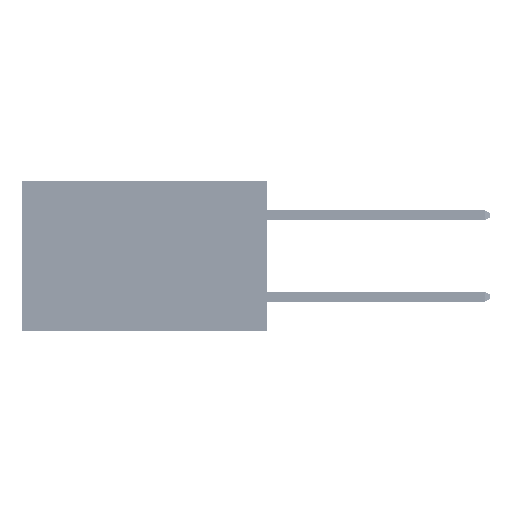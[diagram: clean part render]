
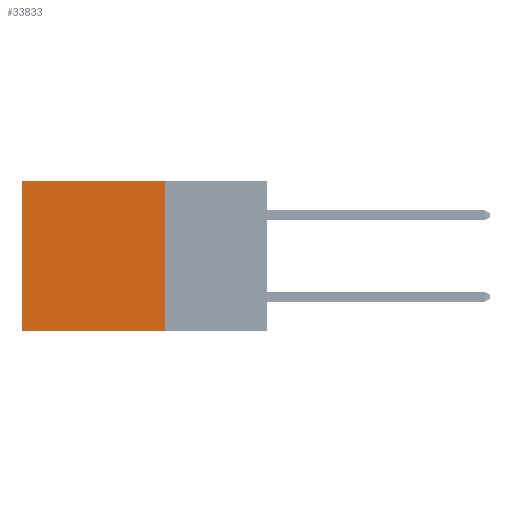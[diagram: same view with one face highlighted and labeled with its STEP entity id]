
A CAD part, left-side view. The second image highlights one B-rep face of the part: STEP entity #33833.
In plain terms, the highlighted planar face has unit normal (-1, 0, 0).
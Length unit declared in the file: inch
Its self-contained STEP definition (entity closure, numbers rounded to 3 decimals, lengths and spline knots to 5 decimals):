
#2425 = EDGE_CURVE ( 'NONE', #12294, #35382, #8359, .T. ) ;
#3478 = VECTOR ( 'NONE', #14938, 39.37008 ) ;
#3981 = CARTESIAN_POINT ( 'NONE',  ( 0.2875, 0.25, -0.37 ) ) ;
#4178 = DIRECTION ( 'NONE',  ( 0., 0., -1. ) ) ;
#5847 = LINE ( 'NONE', #14803, #24806 ) ;
#8170 = EDGE_CURVE ( 'NONE', #12294, #31403, #5847, .T. ) ;
#8359 = LINE ( 'NONE', #29601, #3478 ) ;
#9227 = ORIENTED_EDGE ( 'NONE', *, *, #8170, .F. ) ;
#10229 = FACE_OUTER_BOUND ( 'NONE', #46803, .T. ) ;
#11533 = DIRECTION ( 'NONE',  ( 0., 0., -1. ) ) ;
#11738 = ORIENTED_EDGE ( 'NONE', *, *, #33176, .F. ) ;
#12042 = CARTESIAN_POINT ( 'NONE',  ( 0.2875, 0.6, 0. ) ) ;
#12294 = VERTEX_POINT ( 'NONE', #44091 ) ;
#14587 = LINE ( 'NONE', #19637, #22529 ) ;
#14803 = CARTESIAN_POINT ( 'NONE',  ( 0.2875, 0.25, 0. ) ) ;
#14938 = DIRECTION ( 'NONE',  ( 0., 1., 0. ) ) ;
#16411 = ORIENTED_EDGE ( 'NONE', *, *, #2425, .T. ) ;
#18221 = PLANE ( 'NONE',  #19663 ) ;
#19637 = CARTESIAN_POINT ( 'NONE',  ( 0.2875, 0.25, -0.37 ) ) ;
#19663 = AXIS2_PLACEMENT_3D ( 'NONE', #27248, #50475, #11533 ) ;
#22529 = VECTOR ( 'NONE', #46796, 39.37008 ) ;
#24806 = VECTOR ( 'NONE', #30658, 39.37008 ) ;
#27248 = CARTESIAN_POINT ( 'NONE',  ( 0.2875, 0.25, 0. ) ) ;
#27767 = EDGE_CURVE ( 'NONE', #35382, #48924, #36063, .T. ) ;
#28345 = ORIENTED_EDGE ( 'NONE', *, *, #27767, .T. ) ;
#29601 = CARTESIAN_POINT ( 'NONE',  ( 0.2875, 0.25, 0. ) ) ;
#30658 = DIRECTION ( 'NONE',  ( 0., 0., -1. ) ) ;
#31403 = VERTEX_POINT ( 'NONE', #3981 ) ;
#32383 = VECTOR ( 'NONE', #4178, 39.37008 ) ;
#33176 = EDGE_CURVE ( 'NONE', #31403, #48924, #14587, .T. ) ;
#33833 = ADVANCED_FACE ( 'NONE', ( #10229 ), #18221, .F. ) ;
#35214 = CARTESIAN_POINT ( 'NONE',  ( 0.2875, 0.6, 0. ) ) ;
#35382 = VERTEX_POINT ( 'NONE', #35214 ) ;
#36063 = LINE ( 'NONE', #12042, #32383 ) ;
#44091 = CARTESIAN_POINT ( 'NONE',  ( 0.2875, 0.25, 0. ) ) ;
#46690 = CARTESIAN_POINT ( 'NONE',  ( 0.2875, 0.6, -0.37 ) ) ;
#46796 = DIRECTION ( 'NONE',  ( 0., 1., 0. ) ) ;
#46803 = EDGE_LOOP ( 'NONE', ( #28345, #11738, #9227, #16411 ) ) ;
#48924 = VERTEX_POINT ( 'NONE', #46690 ) ;
#50475 = DIRECTION ( 'NONE',  ( 1., 0., 0. ) ) ;
